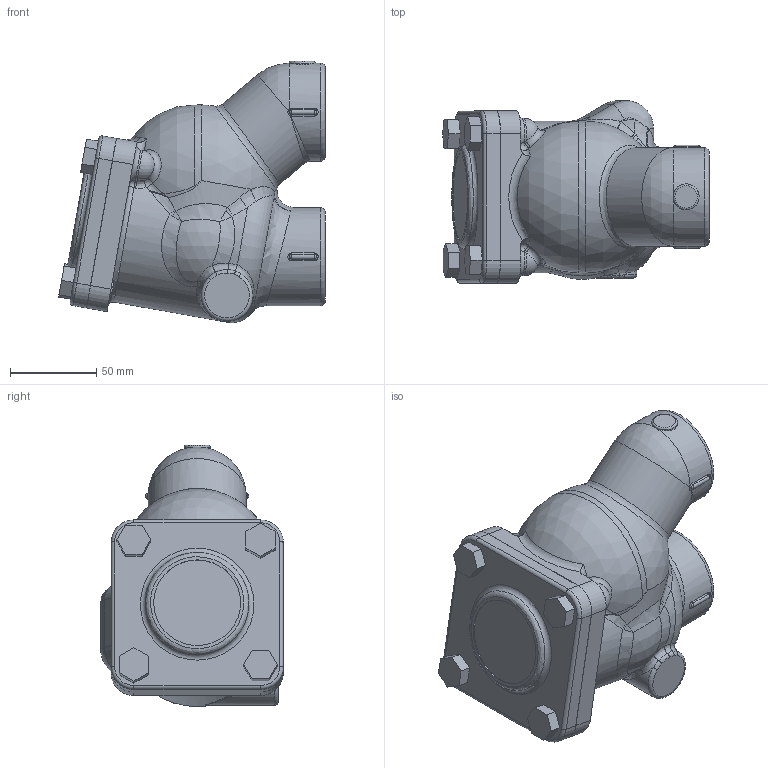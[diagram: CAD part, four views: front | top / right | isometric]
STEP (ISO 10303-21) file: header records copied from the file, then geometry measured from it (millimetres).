
FILE_DESCRIPTION(/* description */ (''),/* implementation_level */ '2;1');
FILE_NAME(/* name */ 'sj500-032-screw-00.stp',/* time_stamp */ '2020-12-01T11:13:57+09:00',/* author */ ('nakaot'),/* organization */ (''),/* preprocessor_version */ 'ST-DEVELOPER v18',/* originating_system */ 'Autodesk Inventor 2020',/* authorisation */ '');
FILE_SCHEMA (('AUTOMOTIVE_DESIGN { 1 0 10303 214 3 1 1 }'));
Length unit declared in the file: millimetre
Products named in the file (1): sj500-032-screw-00
Bounding box: 154.93 x 106 x 151.77 mm (x, y, z)
Volume: 1099789.8 mm3; surface area: 92041.3 mm2
Topology: 1 solids, 1 shells, 231 faces, 551 edges, 328 vertices
Faces by surface type: bspline 80, plane 55, cylinder 51, sphere 22, torus 21, cone 2
Full cylindrical faces by diameter (mm): 10 x4, 37.313 x2, 50.5 x1, 57 x3, 70 x1
Entity records: 9630 total; most frequent: CARTESIAN_POINT 4649, ORIENTED_EDGE 1088, DIRECTION 932, EDGE_CURVE 544, AXIS2_PLACEMENT_3D 392, VERTEX_POINT 329, EDGE_LOOP 249, FACE_OUTER_BOUND 231
